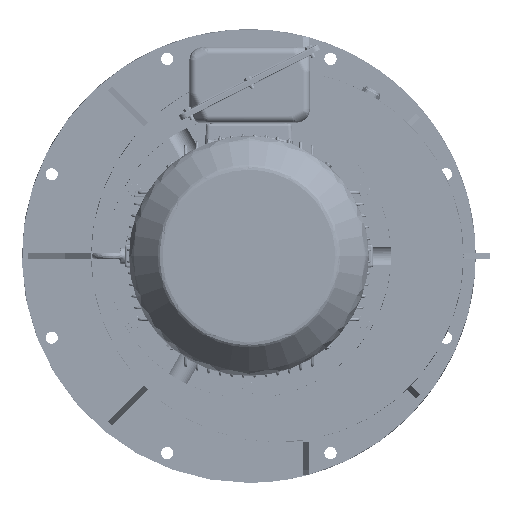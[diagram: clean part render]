
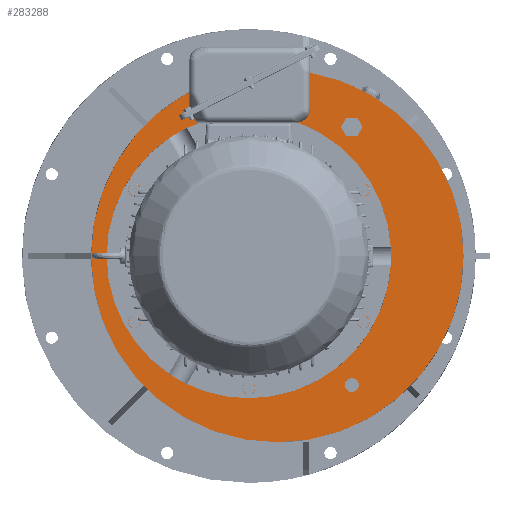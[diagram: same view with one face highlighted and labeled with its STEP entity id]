
A CAD part, left-side view. The second image highlights one B-rep face of the part: STEP entity #283288.
In plain terms, the highlighted planar face has unit normal (-1, 0, 0).
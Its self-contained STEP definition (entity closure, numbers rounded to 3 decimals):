
#1845 = DIRECTION ( 'NONE',  ( -1., 0., 0. ) ) ;
#5869 = CIRCLE ( 'NONE', #180217, 5.053 ) ;
#7342 = DIRECTION ( 'NONE',  ( 0., 0., -1. ) ) ;
#15720 = DIRECTION ( 'NONE',  ( 0., 0., -1. ) ) ;
#16000 = EDGE_CURVE ( 'NONE', #49857, #49857, #196281, .T. ) ;
#17595 = AXIS2_PLACEMENT_3D ( 'NONE', #141481, #185212, #41703 ) ;
#19260 = CIRCLE ( 'NONE', #59202, 275. ) ;
#26583 = CARTESIAN_POINT ( 'NONE',  ( 8., -152., 190.526 ) ) ;
#29868 = EDGE_CURVE ( 'NONE', #291572, #291572, #262679, .T. ) ;
#30779 = FACE_OUTER_BOUND ( 'NONE', #92646, .T. ) ;
#31379 = CARTESIAN_POINT ( 'NONE',  ( 8., -152., -190.526 ) ) ;
#32993 = CARTESIAN_POINT ( 'NONE',  ( 8., -168.875, -97.5 ) ) ;
#33577 = EDGE_LOOP ( 'NONE', ( #67183 ) ) ;
#36895 = FACE_BOUND ( 'NONE', #50934, .T. ) ;
#40174 = DIRECTION ( 'NONE',  ( 0., 0., -1. ) ) ;
#41703 = DIRECTION ( 'NONE',  ( 0., 0., -1. ) ) ;
#48087 = DIRECTION ( 'NONE',  ( -1., 0., 0. ) ) ;
#48408 = DIRECTION ( 'NONE',  ( -1., 0., 0. ) ) ;
#49857 = VERTEX_POINT ( 'NONE', #168393 ) ;
#50934 = EDGE_LOOP ( 'NONE', ( #206850 ) ) ;
#51402 = CARTESIAN_POINT ( 'NONE',  ( 8., -168.875, 92.447 ) ) ;
#56709 = AXIS2_PLACEMENT_3D ( 'NONE', #31379, #224718, #201284 ) ;
#59202 = AXIS2_PLACEMENT_3D ( 'NONE', #198351, #193717, #293510 ) ;
#61094 = AXIS2_PLACEMENT_3D ( 'NONE', #26583, #48408, #96747 ) ;
#63396 = EDGE_LOOP ( 'NONE', ( #84236 ) ) ;
#67183 = ORIENTED_EDGE ( 'NONE', *, *, #29868, .F. ) ;
#72556 = CARTESIAN_POINT ( 'NONE',  ( 8., 0., -200.053 ) ) ;
#75230 = CARTESIAN_POINT ( 'NONE',  ( 8., 0., -195. ) ) ;
#79141 = CARTESIAN_POINT ( 'NONE',  ( 8., -42., 0. ) ) ;
#80675 = FACE_BOUND ( 'NONE', #116597, .T. ) ;
#84236 = ORIENTED_EDGE ( 'NONE', *, *, #185148, .F. ) ;
#87456 = CARTESIAN_POINT ( 'NONE',  ( 8., -168.875, 97.5 ) ) ;
#90027 = DIRECTION ( 'NONE',  ( -1., 0., 0. ) ) ;
#92646 = EDGE_LOOP ( 'NONE', ( #168882 ) ) ;
#96747 = DIRECTION ( 'NONE',  ( 0., 0., -1. ) ) ;
#97828 = CARTESIAN_POINT ( 'NONE',  ( 8., -152., 180.338 ) ) ;
#100569 = VERTEX_POINT ( 'NONE', #72556 ) ;
#102271 = AXIS2_PLACEMENT_3D ( 'NONE', #138370, #90027, #40174 ) ;
#102533 = FACE_BOUND ( 'NONE', #143559, .T. ) ;
#102779 = EDGE_CURVE ( 'NONE', #267779, #267779, #195523, .T. ) ;
#106278 = DIRECTION ( 'NONE',  ( -1., 0., 0. ) ) ;
#108679 = FACE_BOUND ( 'NONE', #195367, .T. ) ;
#116597 = EDGE_LOOP ( 'NONE', ( #265168 ) ) ;
#117547 = ORIENTED_EDGE ( 'NONE', *, *, #233942, .F. ) ;
#120531 = CARTESIAN_POINT ( 'NONE',  ( 8., 168.875, -102.553 ) ) ;
#125931 = PLANE ( 'NONE',  #202282 ) ;
#132072 = DIRECTION ( 'NONE',  ( 1., 0., 0. ) ) ;
#135261 = ORIENTED_EDGE ( 'NONE', *, *, #252764, .F. ) ;
#138370 = CARTESIAN_POINT ( 'NONE',  ( 8., 168.875, 97.5 ) ) ;
#141481 = CARTESIAN_POINT ( 'NONE',  ( 8., 168.875, -97.5 ) ) ;
#143264 = DIRECTION ( 'NONE',  ( 0., 0., -1. ) ) ;
#143559 = EDGE_LOOP ( 'NONE', ( #189986 ) ) ;
#145071 = EDGE_CURVE ( 'NONE', #275471, #275471, #5869, .T. ) ;
#165681 = DIRECTION ( 'NONE',  ( 0., 0., -1. ) ) ;
#168393 = CARTESIAN_POINT ( 'NONE',  ( 8., -152., -200.714 ) ) ;
#168882 = ORIENTED_EDGE ( 'NONE', *, *, #216829, .F. ) ;
#172703 = FACE_BOUND ( 'NONE', #177316, .T. ) ;
#175761 = FACE_BOUND ( 'NONE', #63396, .T. ) ;
#177316 = EDGE_LOOP ( 'NONE', ( #225240 ) ) ;
#180217 = AXIS2_PLACEMENT_3D ( 'NONE', #32993, #106278, #201379 ) ;
#184886 = CIRCLE ( 'NONE', #299628, 5.053 ) ;
#185148 = EDGE_CURVE ( 'NONE', #100569, #100569, #184886, .T. ) ;
#185212 = DIRECTION ( 'NONE',  ( -1., 0., 0. ) ) ;
#185592 = DIRECTION ( 'NONE',  ( -1., 0., 0. ) ) ;
#189986 = ORIENTED_EDGE ( 'NONE', *, *, #251783, .F. ) ;
#193717 = DIRECTION ( 'NONE',  ( 1., 0., 0. ) ) ;
#195367 = EDGE_LOOP ( 'NONE', ( #117547 ) ) ;
#195523 = CIRCLE ( 'NONE', #61094, 10.188 ) ;
#195554 = AXIS2_PLACEMENT_3D ( 'NONE', #261733, #48087, #143264 ) ;
#196281 = CIRCLE ( 'NONE', #56709, 10.188 ) ;
#198351 = CARTESIAN_POINT ( 'NONE',  ( 8., -42., 0. ) ) ;
#199161 = FACE_BOUND ( 'NONE', #33577, .T. ) ;
#201284 = DIRECTION ( 'NONE',  ( 0., 0., -1. ) ) ;
#201379 = DIRECTION ( 'NONE',  ( 0., 0., -1. ) ) ;
#202282 = AXIS2_PLACEMENT_3D ( 'NONE', #79141, #132072, #7342 ) ;
#206850 = ORIENTED_EDGE ( 'NONE', *, *, #145071, .F. ) ;
#207077 = CIRCLE ( 'NONE', #17595, 5.053 ) ;
#216642 = CIRCLE ( 'NONE', #102271, 5.053 ) ;
#216829 = EDGE_CURVE ( 'NONE', #306107, #306107, #19260, .T. ) ;
#218700 = VERTEX_POINT ( 'NONE', #288915 ) ;
#224718 = DIRECTION ( 'NONE',  ( -1., 0., 0. ) ) ;
#225240 = ORIENTED_EDGE ( 'NONE', *, *, #102779, .F. ) ;
#230172 = CARTESIAN_POINT ( 'NONE',  ( 8., -168.875, -102.553 ) ) ;
#233942 = EDGE_CURVE ( 'NONE', #278169, #278169, #245422, .T. ) ;
#242082 = VERTEX_POINT ( 'NONE', #120531 ) ;
#245422 = CIRCLE ( 'NONE', #195554, 5.053 ) ;
#250540 = FACE_BOUND ( 'NONE', #289985, .T. ) ;
#251783 = EDGE_CURVE ( 'NONE', #218700, #218700, #216642, .T. ) ;
#252764 = EDGE_CURVE ( 'NONE', #242082, #242082, #207077, .T. ) ;
#261733 = CARTESIAN_POINT ( 'NONE',  ( 8., 0., 195. ) ) ;
#262679 = CIRCLE ( 'NONE', #287447, 5.053 ) ;
#265168 = ORIENTED_EDGE ( 'NONE', *, *, #16000, .F. ) ;
#267779 = VERTEX_POINT ( 'NONE', #97828 ) ;
#275471 = VERTEX_POINT ( 'NONE', #230172 ) ;
#278169 = VERTEX_POINT ( 'NONE', #284278 ) ;
#281172 = CARTESIAN_POINT ( 'NONE',  ( 8., -42., -275. ) ) ;
#283288 = ADVANCED_FACE ( 'NONE', ( #30779, #102533, #250540, #175761, #36895, #199161, #108679, #172703, #80675 ), #125931, .F. ) ;
#284278 = CARTESIAN_POINT ( 'NONE',  ( 8., 0., 189.947 ) ) ;
#287447 = AXIS2_PLACEMENT_3D ( 'NONE', #87456, #185592, #15720 ) ;
#288915 = CARTESIAN_POINT ( 'NONE',  ( 8., 168.875, 92.447 ) ) ;
#289985 = EDGE_LOOP ( 'NONE', ( #135261 ) ) ;
#291572 = VERTEX_POINT ( 'NONE', #51402 ) ;
#293510 = DIRECTION ( 'NONE',  ( 0., 0., -1. ) ) ;
#299628 = AXIS2_PLACEMENT_3D ( 'NONE', #75230, #1845, #165681 ) ;
#306107 = VERTEX_POINT ( 'NONE', #281172 ) ;
